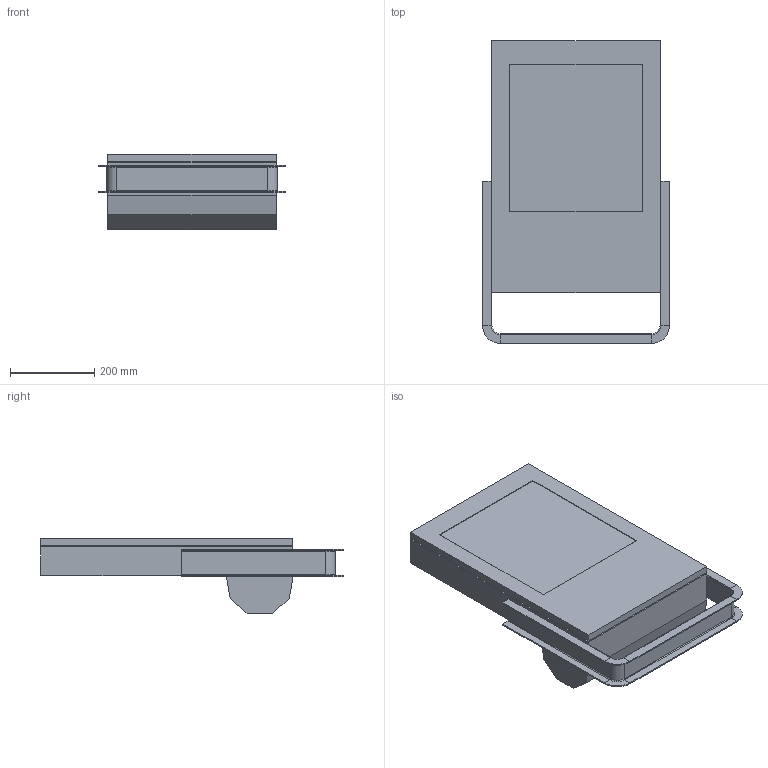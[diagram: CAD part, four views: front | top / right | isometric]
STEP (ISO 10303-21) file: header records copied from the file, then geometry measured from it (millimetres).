
FILE_DESCRIPTION (( 'STEP AP214' ), '1' );
FILE_NAME ('6125_without heat sink.STEP', '2020-01-03T03:36:56', ( '' ), ( '' ), 'SwSTEP 2.0', 'SolidWorks 2018', '' );
FILE_SCHEMA (( 'AUTOMOTIVE_DESIGN' ));
Length unit declared in the file: millimetre
Products named in the file (1): 6125_without heat sink
Bounding box: 445 x 720.5 x 180.5 mm (x, y, z)
Volume: 26285268.9 mm3; surface area: 978475.7 mm2
Topology: 1 solids, 1 shells, 92 faces, 211 edges, 122 vertices
Faces by surface type: plane 64, cylinder 20, torus 8
Entity records: 2553 total; most frequent: DIRECTION 445, CARTESIAN_POINT 426, ORIENTED_EDGE 422, EDGE_CURVE 211, LINE 163, VECTOR 163, AXIS2_PLACEMENT_3D 141, VERTEX_POINT 122
